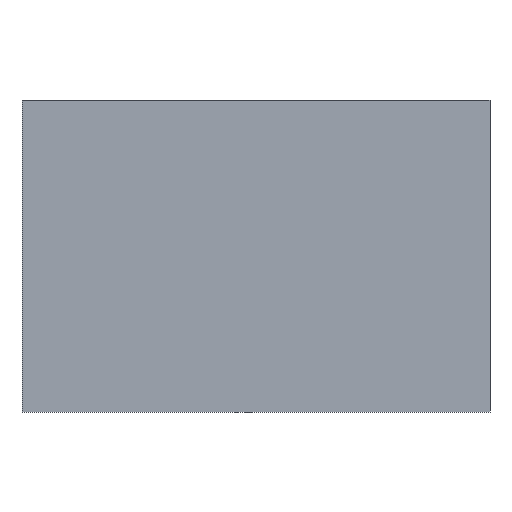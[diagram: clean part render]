
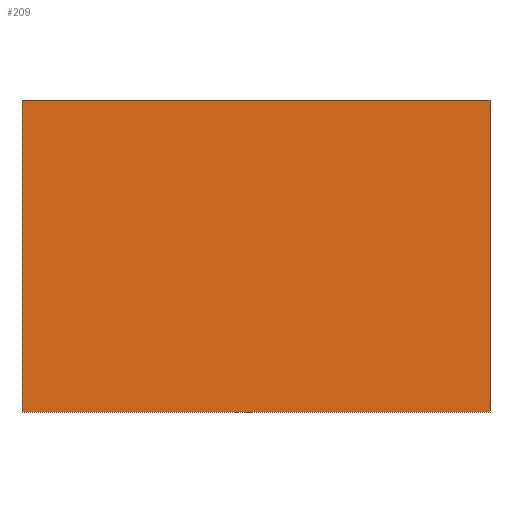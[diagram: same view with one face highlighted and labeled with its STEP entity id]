
A CAD part, left-side view. The second image highlights one B-rep face of the part: STEP entity #209.
In plain terms, the highlighted planar face has unit normal (-1, 0, 0).
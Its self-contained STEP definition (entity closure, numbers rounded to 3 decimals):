
#4 = ORIENTED_EDGE ( 'NONE', *, *, #77, .F. ) ;
#18 = CARTESIAN_POINT ( 'NONE',  ( -2.5, 37.5, -25. ) ) ;
#21 = CARTESIAN_POINT ( 'NONE',  ( -2.5, -37.5, -25. ) ) ;
#31 = EDGE_LOOP ( 'NONE', ( #113, #4, #131, #95 ) ) ;
#32 = DIRECTION ( 'NONE',  ( 0., 0., 1. ) ) ;
#39 = VECTOR ( 'NONE', #64, 1000. ) ;
#47 = DIRECTION ( 'NONE',  ( 0., -1., 0. ) ) ;
#60 = CARTESIAN_POINT ( 'NONE',  ( -2.5, -37.5, 25. ) ) ;
#61 = CARTESIAN_POINT ( 'NONE',  ( -2.5, -37.5, -25. ) ) ;
#63 = CARTESIAN_POINT ( 'NONE',  ( -2.5, 37.5, 25. ) ) ;
#64 = DIRECTION ( 'NONE',  ( 0., 0., -1. ) ) ;
#67 = VERTEX_POINT ( 'NONE', #18 ) ;
#69 = EDGE_CURVE ( 'NONE', #101, #195, #163, .T. ) ;
#71 = CARTESIAN_POINT ( 'NONE',  ( -2.5, -37.5, 25. ) ) ;
#72 = VERTEX_POINT ( 'NONE', #21 ) ;
#77 = EDGE_CURVE ( 'NONE', #67, #101, #110, .T. ) ;
#95 = ORIENTED_EDGE ( 'NONE', *, *, #219, .F. ) ;
#101 = VERTEX_POINT ( 'NONE', #63 ) ;
#104 = LINE ( 'NONE', #61, #193 ) ;
#110 = LINE ( 'NONE', #179, #201 ) ;
#113 = ORIENTED_EDGE ( 'NONE', *, *, #69, .F. ) ;
#127 = DIRECTION ( 'NONE',  ( 0., 0., 1. ) ) ;
#129 = CARTESIAN_POINT ( 'NONE',  ( -2.5, 0., 0. ) ) ;
#131 = ORIENTED_EDGE ( 'NONE', *, *, #165, .F. ) ;
#149 = CARTESIAN_POINT ( 'NONE',  ( -2.5, -37.5, 25. ) ) ;
#163 = LINE ( 'NONE', #60, #214 ) ;
#165 = EDGE_CURVE ( 'NONE', #72, #67, #104, .T. ) ;
#173 = FACE_OUTER_BOUND ( 'NONE', #31, .T. ) ;
#177 = LINE ( 'NONE', #71, #39 ) ;
#179 = CARTESIAN_POINT ( 'NONE',  ( -2.5, 37.5, 25. ) ) ;
#182 = DIRECTION ( 'NONE',  ( 0., 1., 0. ) ) ;
#190 = PLANE ( 'NONE',  #213 ) ;
#193 = VECTOR ( 'NONE', #182, 1000. ) ;
#195 = VERTEX_POINT ( 'NONE', #149 ) ;
#201 = VECTOR ( 'NONE', #127, 1000. ) ;
#209 = ADVANCED_FACE ( 'NONE', ( #173 ), #190, .T. ) ;
#213 = AXIS2_PLACEMENT_3D ( 'NONE', #129, #230, #32 ) ;
#214 = VECTOR ( 'NONE', #47, 1000. ) ;
#219 = EDGE_CURVE ( 'NONE', #195, #72, #177, .T. ) ;
#230 = DIRECTION ( 'NONE',  ( -1., 0., 0. ) ) ;
